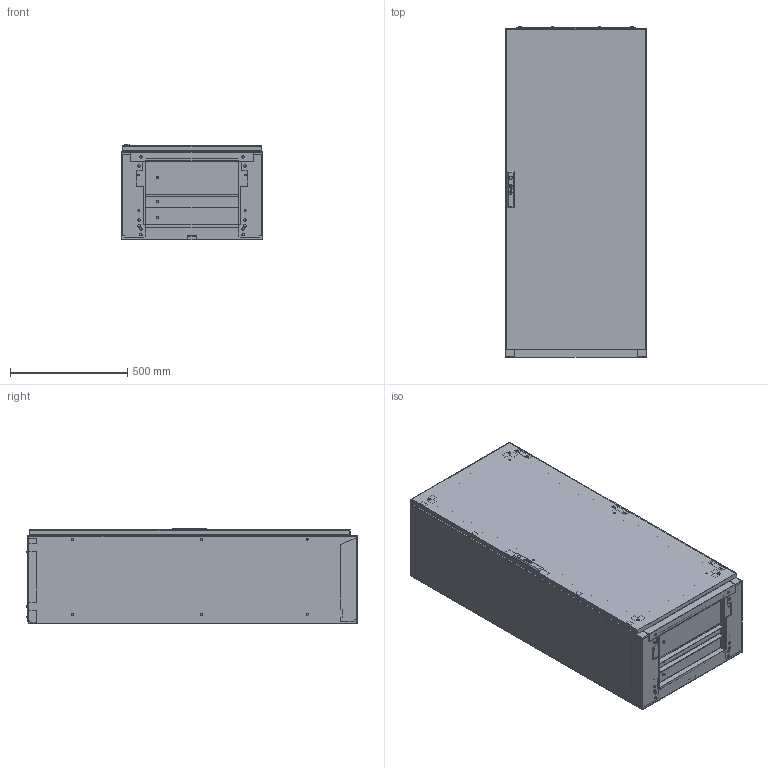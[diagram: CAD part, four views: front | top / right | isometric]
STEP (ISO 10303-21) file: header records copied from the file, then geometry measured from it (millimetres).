
FILE_DESCRIPTION (( 'STEP AP214' ), '1' );
FILE_NAME ('0390-6014-40-17.STEP', '2014-12-03T10:52:51', ( '' ), ( '' ), 'SwSTEP 2.0', 'SolidWorks 2014', '' );
FILE_SCHEMA (( 'AUTOMOTIVE_DESIGN' ));
Length unit declared in the file: millimetre
Products named in the file (19): Bodenplatte vorne 0395 f黵 0390 (Modell) B600; Tragschiene oben rechts (Modell) T400; Montageplatte kpl 0348 (Modell) B600H1400; Arretierwinkel kpl rechts (Modell) 600; Arretierwinkel kpl links (Modell) 600; Rasthalterung kpl rechts (Modell) 600; Rasthalterung kpl links (Modell) 600; Montageplatte 0348 (Modell) B600H1400; Tragschiene oben links (Modell) T400; Dachwinkel vorn-hinten (Modell) B600; Tragschiene unten links (Modell) T400; Dachplatte 0390 (Modell) B600T400; Bodenblech vorn-hinten (Modell) B600; Tuere 0395 (Modell) B600H1400; Bodenplatte hinten 0395 f黵 0390 (Modell) B600; Tragschiene unten rechts (Modell) T400; Abwicklung kpl (Modell) B600H1400T400; Bodenplatte mitte 0395 f黵 0390 (Modell) B600; 0390-6014-40-17
Assembly tree (18 placements, depth 3):
  0390-6014-40-17
    Abwicklung kpl (Modell) B600H1400T400
    Tragschiene unten rechts (Modell) T400
    Tuere 0395 (Modell) B600H1400
    Bodenblech vorn-hinten (Modell) B600
    Dachplatte 0390 (Modell) B600T400
    Tragschiene unten links (Modell) T400
    Dachwinkel vorn-hinten (Modell) B600
    Tragschiene oben links (Modell) T400
    Montageplatte kpl 0348 (Modell) B600H1400
      Montageplatte 0348 (Modell) B600H1400
      Rasthalterung kpl links (Modell) 600
      Rasthalterung kpl rechts (Modell) 600
      Arretierwinkel kpl links (Modell) 600
      Arretierwinkel kpl rechts (Modell) 600
    Tragschiene oben rechts (Modell) T400
    Bodenplatte vorne 0395 f黵 0390 (Modell) B600
    Bodenplatte mitte 0395 f黵 0390 (Modell) B600
    Bodenplatte hinten 0395 f黵 0390 (Modell) B600
Bounding box: 600 x 1406.5 x 407.5 mm (x, y, z)
Volume: 9689626.2 mm3; surface area: 10297506.4 mm2
Topology: 31 solids, 31 shells, 2427 faces, 6462 edges, 4281 vertices
Faces by surface type: plane 1311, cylinder 1062, cone 54
Entity records: 96079 total; most frequent: DIRECTION 13478, CARTESIAN_POINT 13453, ORIENTED_EDGE 12924, EDGE_CURVE 6462, AXIS2_PLACEMENT_3D 4642, VERTEX_POINT 4281, LINE 4194, VECTOR 4194
